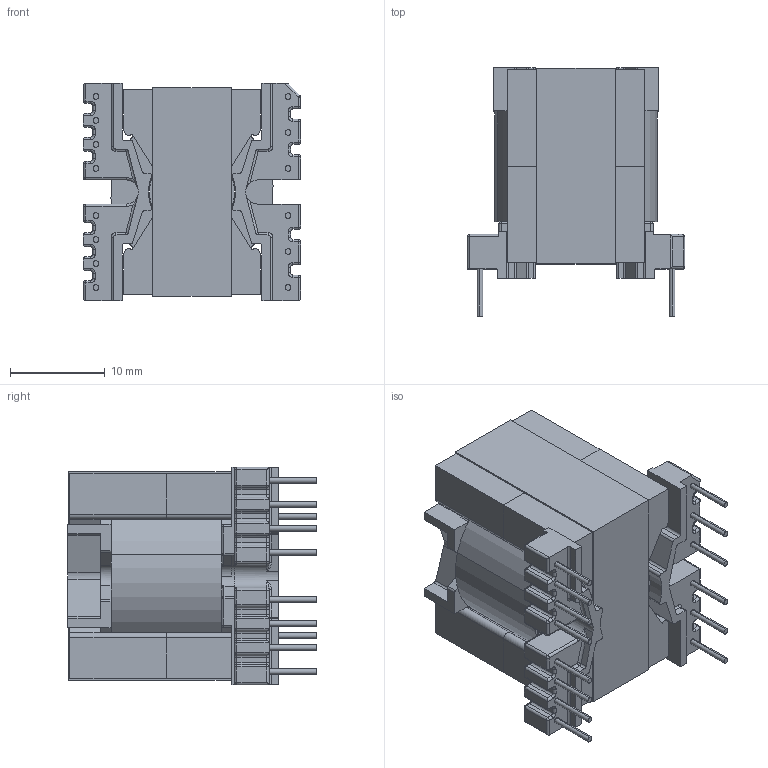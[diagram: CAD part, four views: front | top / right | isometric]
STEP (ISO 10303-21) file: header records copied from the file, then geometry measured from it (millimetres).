
FILE_DESCRIPTION (( 'STEP AP203' ), '1' );
FILE_NAME ('PQ2020-5250-1175.STEP', '2014-02-05T17:42:35', ( 'MidcomIT' ), ( 'Midcom' ), 'SwSTEP 2.0', 'SolidWorks 2012', '' );
FILE_SCHEMA (( 'CONFIG_CONTROL_DESIGN' ));
Length unit declared in the file: millimetre
Products named in the file (5): PQ2020-5250-1175; 440-9991-1175; 150-1175; PQ2020-5250; 070-5250_6A
Assembly tree (5 placements, depth 2):
  PQ2020-5250-1175
    070-5250_6A
    PQ2020-5250
    150-1175  x2
    440-9991-1175
Bounding box: 23 x 26.3 x 23 mm (x, y, z)
Volume: 7094.7 mm3; surface area: 8609.4 mm2
Topology: 5 solids, 5 shells, 633 faces, 1603 edges, 936 vertices
Faces by surface type: cylinder 306, plane 206, torus 55, sphere 54, bspline 12
Entity records: 18405 total; most frequent: CARTESIAN_POINT 3515, DIRECTION 3218, ORIENTED_EDGE 2920, EDGE_CURVE 1460, AXIS2_PLACEMENT_3D 1226, VERTEX_POINT 878, VECTOR 766, LINE 766
